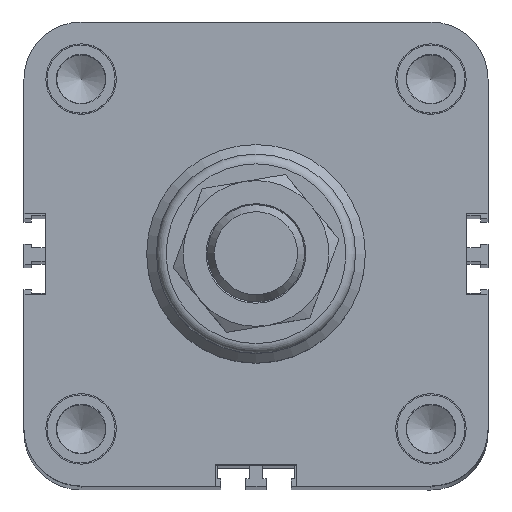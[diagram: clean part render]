
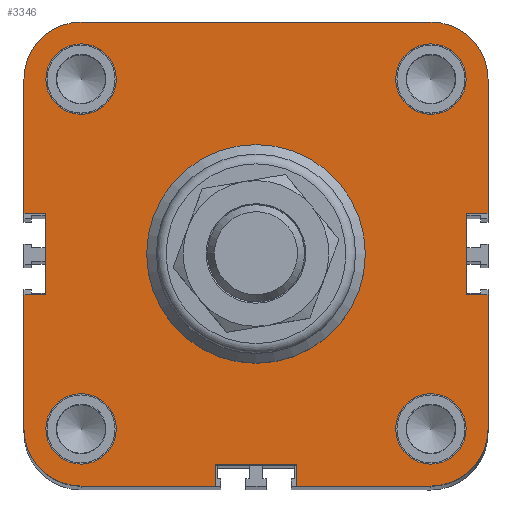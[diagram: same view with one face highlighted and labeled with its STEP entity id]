
A CAD part, top view. The second image highlights one B-rep face of the part: STEP entity #3346.
In plain terms, the highlighted planar face has unit normal (0, 0, 1).
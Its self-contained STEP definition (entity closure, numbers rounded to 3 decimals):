
#111=LINE('',#5031,#389);
#115=LINE('',#5040,#393);
#119=LINE('',#5048,#397);
#121=LINE('',#5052,#399);
#125=LINE('',#5061,#403);
#129=LINE('',#5070,#407);
#132=LINE('',#5076,#410);
#136=LINE('',#5084,#414);
#137=LINE('',#5086,#415);
#140=LINE('',#5092,#418);
#143=LINE('',#5098,#421);
#146=LINE('',#5104,#424);
#147=LINE('',#5108,#425);
#148=LINE('',#5111,#426);
#149=LINE('',#5112,#427);
#150=LINE('',#5115,#428);
#389=VECTOR('',#4008,1000.);
#393=VECTOR('',#4014,1000.);
#397=VECTOR('',#4020,1000.);
#399=VECTOR('',#4024,1000.);
#403=VECTOR('',#4030,1000.);
#407=VECTOR('',#4036,1000.);
#410=VECTOR('',#4041,1000.);
#414=VECTOR('',#4047,1000.);
#415=VECTOR('',#4050,1000.);
#418=VECTOR('',#4055,1000.);
#421=VECTOR('',#4060,1000.);
#424=VECTOR('',#4065,1000.);
#425=VECTOR('',#4068,1000.);
#426=VECTOR('',#4071,1000.);
#427=VECTOR('',#4072,1000.);
#428=VECTOR('',#4075,1000.);
#677=PLANE('',#3636);
#851=ORIENTED_EDGE('',*,*,#1704,.T.);
#852=ORIENTED_EDGE('',*,*,#1698,.T.);
#853=ORIENTED_EDGE('',*,*,#1702,.T.);
#854=ORIENTED_EDGE('',*,*,#1729,.F.);
#855=ORIENTED_EDGE('',*,*,#1730,.F.);
#856=ORIENTED_EDGE('',*,*,#1731,.F.);
#857=ORIENTED_EDGE('',*,*,#1732,.F.);
#858=ORIENTED_EDGE('',*,*,#1723,.F.);
#859=ORIENTED_EDGE('',*,*,#1708,.T.);
#860=ORIENTED_EDGE('',*,*,#1733,.T.);
#861=ORIENTED_EDGE('',*,*,#1712,.T.);
#862=ORIENTED_EDGE('',*,*,#1734,.F.);
#863=ORIENTED_EDGE('',*,*,#1735,.F.);
#864=ORIENTED_EDGE('',*,*,#1726,.F.);
#865=ORIENTED_EDGE('',*,*,#1715,.T.);
#866=ORIENTED_EDGE('',*,*,#1694,.T.);
#867=ORIENTED_EDGE('',*,*,#1719,.T.);
#868=ORIENTED_EDGE('',*,*,#1736,.F.);
#869=ORIENTED_EDGE('',*,*,#1737,.F.);
#870=ORIENTED_EDGE('',*,*,#1720,.F.);
#871=ORIENTED_EDGE('',*,*,#1738,.T.);
#872=ORIENTED_EDGE('',*,*,#1739,.T.);
#873=ORIENTED_EDGE('',*,*,#1740,.T.);
#874=ORIENTED_EDGE('',*,*,#1741,.T.);
#875=ORIENTED_EDGE('',*,*,#1742,.T.);
#1694=EDGE_CURVE('',#2138,#2137,#111,.T.);
#1698=EDGE_CURVE('',#2142,#2141,#115,.T.);
#1702=EDGE_CURVE('',#2141,#2144,#119,.T.);
#1704=EDGE_CURVE('',#2146,#2142,#121,.T.);
#1708=EDGE_CURVE('',#2150,#2149,#125,.T.);
#1712=EDGE_CURVE('',#2154,#2153,#129,.T.);
#1715=EDGE_CURVE('',#2156,#2138,#132,.T.);
#1719=EDGE_CURVE('',#2137,#2158,#136,.T.);
#1720=EDGE_CURVE('',#2146,#2159,#137,.T.);
#1723=EDGE_CURVE('',#2150,#2161,#140,.T.);
#1726=EDGE_CURVE('',#2156,#2163,#143,.T.);
#1729=EDGE_CURVE('',#2165,#2144,#146,.T.);
#1730=EDGE_CURVE('',#2166,#2165,#2468,.T.);
#1731=EDGE_CURVE('',#2167,#2166,#147,.T.);
#1732=EDGE_CURVE('',#2161,#2167,#2469,.T.);
#1733=EDGE_CURVE('',#2149,#2154,#148,.T.);
#1734=EDGE_CURVE('',#2168,#2153,#149,.T.);
#1735=EDGE_CURVE('',#2163,#2168,#2470,.T.);
#1736=EDGE_CURVE('',#2169,#2158,#150,.T.);
#1737=EDGE_CURVE('',#2159,#2169,#2471,.T.);
#1738=EDGE_CURVE('',#2170,#2170,#2472,.T.);
#1739=EDGE_CURVE('',#2171,#2171,#2473,.T.);
#1740=EDGE_CURVE('',#2172,#2172,#2474,.T.);
#1741=EDGE_CURVE('',#2173,#2173,#2475,.T.);
#1742=EDGE_CURVE('',#2174,#2174,#2476,.T.);
#2137=VERTEX_POINT('',#5030);
#2138=VERTEX_POINT('',#5032);
#2141=VERTEX_POINT('',#5039);
#2142=VERTEX_POINT('',#5041);
#2144=VERTEX_POINT('',#5047);
#2146=VERTEX_POINT('',#5053);
#2149=VERTEX_POINT('',#5060);
#2150=VERTEX_POINT('',#5062);
#2153=VERTEX_POINT('',#5069);
#2154=VERTEX_POINT('',#5071);
#2156=VERTEX_POINT('',#5077);
#2158=VERTEX_POINT('',#5083);
#2159=VERTEX_POINT('',#5087);
#2161=VERTEX_POINT('',#5093);
#2163=VERTEX_POINT('',#5099);
#2165=VERTEX_POINT('',#5105);
#2166=VERTEX_POINT('',#5107);
#2167=VERTEX_POINT('',#5109);
#2168=VERTEX_POINT('',#5113);
#2169=VERTEX_POINT('',#5116);
#2170=VERTEX_POINT('',#5119);
#2171=VERTEX_POINT('',#5121);
#2172=VERTEX_POINT('',#5123);
#2173=VERTEX_POINT('',#5125);
#2174=VERTEX_POINT('',#5127);
#2468=CIRCLE('',#3637,11.75);
#2469=CIRCLE('',#3638,11.75);
#2470=CIRCLE('',#3639,11.75);
#2471=CIRCLE('',#3640,11.75);
#2472=CIRCLE('',#3641,22.5);
#2473=CIRCLE('',#3642,7.25);
#2474=CIRCLE('',#3643,7.25);
#2475=CIRCLE('',#3644,7.25);
#2476=CIRCLE('',#3645,7.25);
#2619=EDGE_LOOP('',(#851,#852,#853,#854,#855,#856,#857,#858,#859,#860,#861,
#862,#863,#864,#865,#866,#867,#868,#869,#870));
#2620=EDGE_LOOP('',(#871));
#2621=EDGE_LOOP('',(#872));
#2622=EDGE_LOOP('',(#873));
#2623=EDGE_LOOP('',(#874));
#2624=EDGE_LOOP('',(#875));
#2949=FACE_BOUND('',#2619,.T.);
#2950=FACE_BOUND('',#2620,.T.);
#2951=FACE_BOUND('',#2621,.T.);
#2952=FACE_BOUND('',#2622,.T.);
#2953=FACE_BOUND('',#2623,.T.);
#2954=FACE_BOUND('',#2624,.T.);
#3346=ADVANCED_FACE('',(#2949,#2950,#2951,#2952,#2953,#2954),#677,.T.);
#3636=AXIS2_PLACEMENT_3D('',#5103,#4063,#4064);
#3637=AXIS2_PLACEMENT_3D('',#5106,#4066,#4067);
#3638=AXIS2_PLACEMENT_3D('',#5110,#4069,#4070);
#3639=AXIS2_PLACEMENT_3D('',#5114,#4073,#4074);
#3640=AXIS2_PLACEMENT_3D('',#5117,#4076,#4077);
#3641=AXIS2_PLACEMENT_3D('',#5118,#4078,#4079);
#3642=AXIS2_PLACEMENT_3D('',#5120,#4080,#4081);
#3643=AXIS2_PLACEMENT_3D('',#5122,#4082,#4083);
#3644=AXIS2_PLACEMENT_3D('',#5124,#4084,#4085);
#3645=AXIS2_PLACEMENT_3D('',#5126,#4086,#4087);
#4008=DIRECTION('',(1.,0.,0.));
#4014=DIRECTION('',(0.,1.,0.));
#4020=DIRECTION('',(1.,0.,0.));
#4024=DIRECTION('',(-1.,0.,0.));
#4030=DIRECTION('',(1.,0.,0.));
#4036=DIRECTION('',(-1.,0.,0.));
#4041=DIRECTION('',(0.,1.,0.));
#4047=DIRECTION('',(0.,-1.,0.));
#4050=DIRECTION('',(0.,-1.,0.));
#4055=DIRECTION('',(0.,1.,0.));
#4060=DIRECTION('',(-1.,0.,0.));
#4063=DIRECTION('',(0.,0.,1.));
#4064=DIRECTION('',(1.,0.,0.));
#4065=DIRECTION('',(0.,-1.,0.));
#4066=DIRECTION('',(0.,0.,-1.));
#4067=DIRECTION('',(1.,0.,0.));
#4068=DIRECTION('',(1.,0.,0.));
#4069=DIRECTION('',(0.,0.,-1.));
#4070=DIRECTION('',(0.,1.,0.));
#4071=DIRECTION('',(0.,-1.,0.));
#4072=DIRECTION('',(0.,1.,0.));
#4073=DIRECTION('',(0.,0.,-1.));
#4074=DIRECTION('',(-1.,0.,0.));
#4075=DIRECTION('',(-1.,0.,0.));
#4076=DIRECTION('',(0.,0.,-1.));
#4077=DIRECTION('',(0.,-1.,0.));
#4078=DIRECTION('',(0.,0.,-1.));
#4079=DIRECTION('',(-1.,0.,0.));
#4080=DIRECTION('',(0.,0.,-1.));
#4081=DIRECTION('',(-1.,0.,0.));
#4082=DIRECTION('',(0.,0.,-1.));
#4083=DIRECTION('',(-1.,0.,0.));
#4084=DIRECTION('',(0.,0.,-1.));
#4085=DIRECTION('',(-1.,0.,0.));
#4086=DIRECTION('',(0.,0.,-1.));
#4087=DIRECTION('',(-1.,0.,0.));
#5030=CARTESIAN_POINT('',(8.35,-43.375,64.));
#5031=CARTESIAN_POINT('',(-8.35,-43.375,64.));
#5032=CARTESIAN_POINT('',(-8.35,-43.375,64.));
#5039=CARTESIAN_POINT('',(43.375,8.35,64.));
#5040=CARTESIAN_POINT('',(43.375,-8.35,64.));
#5041=CARTESIAN_POINT('',(43.375,-8.35,64.));
#5047=CARTESIAN_POINT('',(47.75,8.35,64.));
#5048=CARTESIAN_POINT('',(43.375,8.35,64.));
#5052=CARTESIAN_POINT('',(47.75,-8.35,64.));
#5053=CARTESIAN_POINT('',(47.75,-8.35,64.));
#5060=CARTESIAN_POINT('',(-43.375,8.35,64.));
#5061=CARTESIAN_POINT('',(-47.75,8.35,64.));
#5062=CARTESIAN_POINT('',(-47.75,8.35,64.));
#5069=CARTESIAN_POINT('',(-47.75,-8.35,64.));
#5070=CARTESIAN_POINT('',(-43.375,-8.35,64.));
#5071=CARTESIAN_POINT('',(-43.375,-8.35,64.));
#5076=CARTESIAN_POINT('',(-8.35,-47.75,64.));
#5077=CARTESIAN_POINT('',(-8.35,-47.75,64.));
#5083=CARTESIAN_POINT('',(8.35,-47.75,64.));
#5084=CARTESIAN_POINT('',(8.35,-43.375,64.));
#5086=CARTESIAN_POINT('',(47.75,-8.35,64.));
#5087=CARTESIAN_POINT('',(47.75,-36.,64.));
#5092=CARTESIAN_POINT('',(-47.75,8.35,64.));
#5093=CARTESIAN_POINT('',(-47.75,36.,64.));
#5098=CARTESIAN_POINT('',(-8.35,-47.75,64.));
#5099=CARTESIAN_POINT('',(-36.,-47.75,64.));
#5103=CARTESIAN_POINT('',(-45.795,0.,64.));
#5104=CARTESIAN_POINT('',(47.75,36.,64.));
#5105=CARTESIAN_POINT('',(47.75,36.,64.));
#5106=CARTESIAN_POINT('',(36.,36.,64.));
#5107=CARTESIAN_POINT('',(36.,47.75,64.));
#5108=CARTESIAN_POINT('',(-36.,47.75,64.));
#5109=CARTESIAN_POINT('',(-36.,47.75,64.));
#5110=CARTESIAN_POINT('',(-36.,36.,64.));
#5111=CARTESIAN_POINT('',(-43.375,8.35,64.));
#5112=CARTESIAN_POINT('',(-47.75,-36.,64.));
#5113=CARTESIAN_POINT('',(-47.75,-36.,64.));
#5114=CARTESIAN_POINT('',(-36.,-36.,64.));
#5115=CARTESIAN_POINT('',(36.,-47.75,64.));
#5116=CARTESIAN_POINT('',(36.,-47.75,64.));
#5117=CARTESIAN_POINT('',(36.,-36.,64.));
#5118=CARTESIAN_POINT('',(0.,0.,64.));
#5119=CARTESIAN_POINT('',(-22.5,0.,64.));
#5120=CARTESIAN_POINT('',(36.,-36.,64.));
#5121=CARTESIAN_POINT('',(28.75,-36.,64.));
#5122=CARTESIAN_POINT('',(36.,36.,64.));
#5123=CARTESIAN_POINT('',(28.75,36.,64.));
#5124=CARTESIAN_POINT('',(-36.,36.,64.));
#5125=CARTESIAN_POINT('',(-43.25,36.,64.));
#5126=CARTESIAN_POINT('',(-36.,-36.,64.));
#5127=CARTESIAN_POINT('',(-43.25,-36.,64.));
